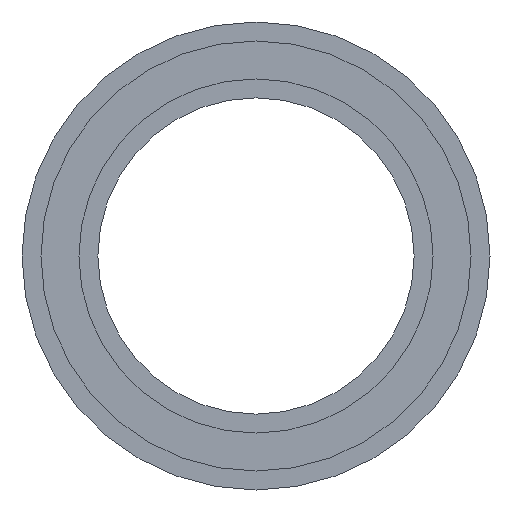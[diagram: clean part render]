
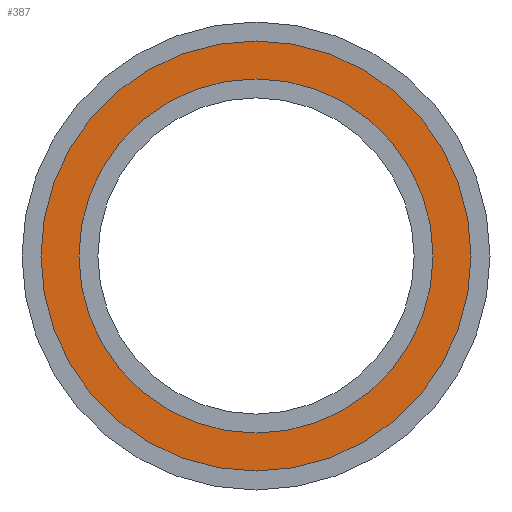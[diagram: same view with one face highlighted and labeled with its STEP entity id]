
A CAD part, front view. The second image highlights one B-rep face of the part: STEP entity #387.
In plain terms, the highlighted planar face has unit normal (0, -1, 0).
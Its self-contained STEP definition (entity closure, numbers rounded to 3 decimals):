
#97=CARTESIAN_POINT('',(0.,-3.,0.));
#98=DIRECTION('',(0.,1.,0.));
#99=DIRECTION('',(1.,0.,0.));
#100=AXIS2_PLACEMENT_3D('',#97,#98,#99);
#115=CARTESIAN_POINT('',(0.,-3.,0.));
#116=DIRECTION('',(0.,1.,0.));
#117=DIRECTION('',(-1.,0.,0.));
#118=AXIS2_PLACEMENT_3D('',#115,#116,#117);
#133=CARTESIAN_POINT('',(0.,-3.,0.));
#134=DIRECTION('',(0.,1.,0.));
#135=DIRECTION('',(-1.,0.,0.));
#136=AXIS2_PLACEMENT_3D('',#133,#134,#135);
#151=CARTESIAN_POINT('',(0.,-3.,0.));
#152=DIRECTION('',(0.,1.,0.));
#153=DIRECTION('',(1.,0.,0.));
#154=AXIS2_PLACEMENT_3D('',#151,#152,#153);
#201=CARTESIAN_POINT('',(14.,-3.,0.));
#202=CARTESIAN_POINT('',(-14.,-3.,0.));
#203=VERTEX_POINT('',#201);
#204=VERTEX_POINT('',#202);
#209=CARTESIAN_POINT('',(-17.,-3.,0.));
#210=CARTESIAN_POINT('',(17.,-3.,0.));
#211=VERTEX_POINT('',#209);
#212=VERTEX_POINT('',#210);
#371=CARTESIAN_POINT('',(0.,-3.,0.));
#372=DIRECTION('',(0.,1.,0.));
#373=DIRECTION('',(1.,0.,0.));
#374=AXIS2_PLACEMENT_3D('',#371,#372,#373);
#375=PLANE('',#374);
#377=ORIENTED_EDGE('',*,*,#376,.T.);
#379=ORIENTED_EDGE('',*,*,#378,.T.);
#380=EDGE_LOOP('',(#377,#379));
#381=FACE_OUTER_BOUND('',#380,.F.);
#382=ORIENTED_EDGE('',*,*,#346,.F.);
#384=ORIENTED_EDGE('',*,*,#383,.F.);
#385=EDGE_LOOP('',(#382,#384));
#386=FACE_BOUND('',#385,.F.);
#387=ADVANCED_FACE('',(#381,#386),#375,.F.);
#101=CIRCLE('',#100,14.);
#119=CIRCLE('',#118,14.);
#137=CIRCLE('',#136,17.);
#155=CIRCLE('',#154,17.);
#346=EDGE_CURVE('',#203,#204,#101,.T.);
#376=EDGE_CURVE('',#211,#212,#137,.T.);
#378=EDGE_CURVE('',#212,#211,#155,.T.);
#383=EDGE_CURVE('',#204,#203,#119,.T.);
